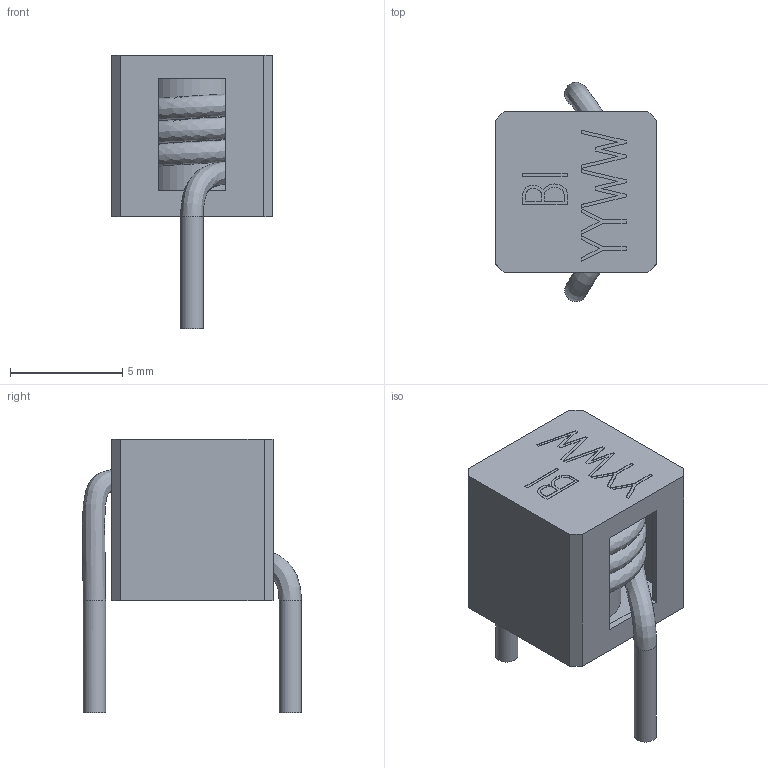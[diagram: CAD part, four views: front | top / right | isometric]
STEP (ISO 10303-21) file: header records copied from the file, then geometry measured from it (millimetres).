
FILE_DESCRIPTION(/* description */ ('Unknown'),/* implementation_level */ '2;1');
FILE_NAME(/* name */ 'HM55-14R40LF',/* time_stamp */ '2021-12-14T12:32:50+08:00',/* author */ ('Unknown'),/* organization */ ('Unknown'),/* preprocessor_version */ 'ST-DEVELOPER v16.7',/* originating_system */ 'Solid Edge',/* authorisation */ 'Unknown');
FILE_SCHEMA (('AUTOMOTIVE_DESIGN {1 0 10303 214 3 1 1}'));
Length unit declared in the file: millimetre
Products named in the file (1): HM55-14R40LF
Bounding box: 7.2 x 9.77 x 12.2 mm (x, y, z)
Volume: 213.8 mm3; surface area: 814.1 mm2
Topology: 1 solids, 1 shells, 101 faces, 264 edges, 176 vertices
Faces by surface type: plane 85, bspline 13, cylinder 3
Full cylindrical faces by diameter (mm): 1 x2, 4 x1
Entity records: 4936 total; most frequent: CARTESIAN_POINT 1929, ORIENTED_EDGE 510, DIRECTION 362, EDGE_CURVE 255, VERTEX_POINT 173, LINE 170, VECTOR 170, EDGE_LOOP 126
